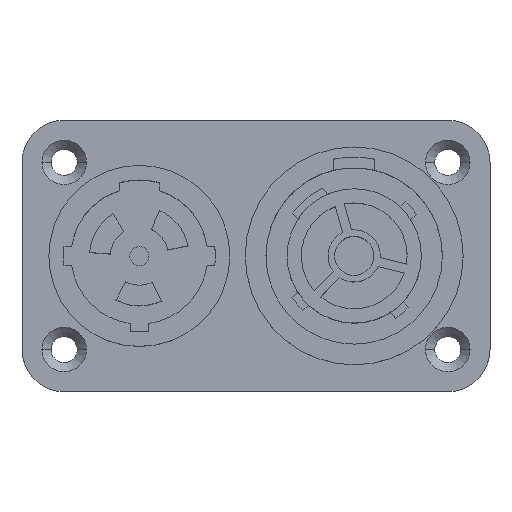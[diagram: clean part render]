
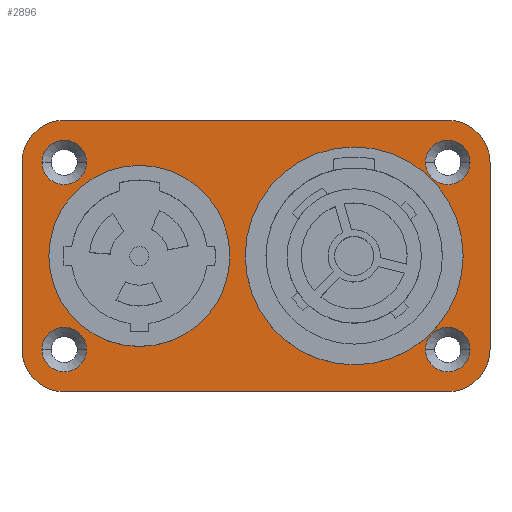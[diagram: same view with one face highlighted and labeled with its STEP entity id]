
A CAD part, top view. The second image highlights one B-rep face of the part: STEP entity #2896.
In plain terms, the highlighted planar face has unit normal (0, 0, 1).
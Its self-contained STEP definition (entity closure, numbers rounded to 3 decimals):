
#564=CARTESIAN_POINT('',(0.,0.,4.5));
#565=DIRECTION('',(0.,0.,-1.));
#566=DIRECTION('',(0.,1.,0.));
#567=AXIS2_PLACEMENT_3D('',#564,#565,#566);
#577=CARTESIAN_POINT('',(0.,0.,4.5));
#578=DIRECTION('',(0.,0.,1.));
#579=DIRECTION('',(0.,1.,0.));
#580=AXIS2_PLACEMENT_3D('',#577,#578,#579);
#582=DIRECTION('',(0.,1.,0.));
#583=VECTOR('',#582,24.4);
#584=CARTESIAN_POINT('',(-15.3,-12.2,4.5));
#585=LINE('',#584,#583);
#586=CARTESIAN_POINT('',(-9.8,12.2,4.5));
#587=DIRECTION('',(0.,0.,1.));
#588=DIRECTION('',(0.,1.,0.));
#589=AXIS2_PLACEMENT_3D('',#586,#587,#588);
#591=DIRECTION('',(1.,0.,0.));
#592=VECTOR('',#591,50.);
#593=CARTESIAN_POINT('',(-9.8,17.7,4.5));
#594=LINE('',#593,#592);
#595=CARTESIAN_POINT('',(40.2,12.2,4.5));
#596=DIRECTION('',(0.,0.,1.));
#597=DIRECTION('',(1.,0.,0.));
#598=AXIS2_PLACEMENT_3D('',#595,#596,#597);
#600=DIRECTION('',(0.,-1.,0.));
#601=VECTOR('',#600,24.4);
#602=CARTESIAN_POINT('',(45.7,12.2,4.5));
#603=LINE('',#602,#601);
#604=CARTESIAN_POINT('',(40.2,-12.2,4.5));
#605=DIRECTION('',(0.,0.,1.));
#606=DIRECTION('',(0.,-1.,0.));
#607=AXIS2_PLACEMENT_3D('',#604,#605,#606);
#609=DIRECTION('',(-1.,0.,0.));
#610=VECTOR('',#609,50.);
#611=CARTESIAN_POINT('',(40.2,-17.7,4.5));
#612=LINE('',#611,#610);
#613=CARTESIAN_POINT('',(-9.8,-12.2,4.5));
#614=DIRECTION('',(0.,0.,1.));
#615=DIRECTION('',(-1.,0.,0.));
#616=AXIS2_PLACEMENT_3D('',#613,#614,#615);
#618=CARTESIAN_POINT('',(-9.8,12.2,4.5));
#619=DIRECTION('',(0.,0.,-1.));
#620=DIRECTION('',(1.,0.,0.));
#621=AXIS2_PLACEMENT_3D('',#618,#619,#620);
#623=CARTESIAN_POINT('',(-9.8,12.2,4.5));
#624=DIRECTION('',(0.,0.,-1.));
#625=DIRECTION('',(-1.,0.,0.));
#626=AXIS2_PLACEMENT_3D('',#623,#624,#625);
#628=CARTESIAN_POINT('',(40.2,-12.2,4.5));
#629=DIRECTION('',(0.,0.,-1.));
#630=DIRECTION('',(1.,0.,0.));
#631=AXIS2_PLACEMENT_3D('',#628,#629,#630);
#633=CARTESIAN_POINT('',(40.2,-12.2,4.5));
#634=DIRECTION('',(0.,0.,-1.));
#635=DIRECTION('',(-1.,0.,0.));
#636=AXIS2_PLACEMENT_3D('',#633,#634,#635);
#638=CARTESIAN_POINT('',(40.2,12.2,4.5));
#639=DIRECTION('',(0.,0.,-1.));
#640=DIRECTION('',(-1.,0.,0.));
#641=AXIS2_PLACEMENT_3D('',#638,#639,#640);
#643=CARTESIAN_POINT('',(40.2,12.2,4.5));
#644=DIRECTION('',(0.,0.,-1.));
#645=DIRECTION('',(1.,0.,0.));
#646=AXIS2_PLACEMENT_3D('',#643,#644,#645);
#648=CARTESIAN_POINT('',(-9.8,-12.2,4.5));
#649=DIRECTION('',(0.,0.,-1.));
#650=DIRECTION('',(-1.,0.,0.));
#651=AXIS2_PLACEMENT_3D('',#648,#649,#650);
#653=CARTESIAN_POINT('',(-9.8,-12.2,4.5));
#654=DIRECTION('',(0.,0.,-1.));
#655=DIRECTION('',(1.,0.,0.));
#656=AXIS2_PLACEMENT_3D('',#653,#654,#655);
#658=CARTESIAN_POINT('',(28.,0.,4.5));
#659=DIRECTION('',(0.,0.,-1.));
#660=DIRECTION('',(-1.,0.,0.));
#661=AXIS2_PLACEMENT_3D('',#658,#659,#660);
#663=CARTESIAN_POINT('',(28.,0.,4.5));
#664=DIRECTION('',(0.,0.,-1.));
#665=DIRECTION('',(1.,0.,0.));
#666=AXIS2_PLACEMENT_3D('',#663,#664,#665);
#1898=CARTESIAN_POINT('',(0.,11.8,4.5));
#1900=VERTEX_POINT('',#1898);
#1902=CARTESIAN_POINT('',(0.,-11.8,4.5));
#1904=VERTEX_POINT('',#1902);
#1926=CARTESIAN_POINT('',(-15.3,-12.2,4.5));
#1927=CARTESIAN_POINT('',(-15.3,12.2,4.5));
#1928=VERTEX_POINT('',#1926);
#1929=VERTEX_POINT('',#1927);
#1930=CARTESIAN_POINT('',(-9.8,17.7,4.5));
#1931=VERTEX_POINT('',#1930);
#1932=CARTESIAN_POINT('',(40.2,17.7,4.5));
#1933=VERTEX_POINT('',#1932);
#1934=CARTESIAN_POINT('',(45.7,12.2,4.5));
#1935=VERTEX_POINT('',#1934);
#1936=CARTESIAN_POINT('',(45.7,-12.2,4.5));
#1937=VERTEX_POINT('',#1936);
#1938=CARTESIAN_POINT('',(40.2,-17.7,4.5));
#1939=VERTEX_POINT('',#1938);
#1940=CARTESIAN_POINT('',(-9.8,-17.7,4.5));
#1941=VERTEX_POINT('',#1940);
#1978=CARTESIAN_POINT('',(-6.9,12.2,4.5));
#1979=CARTESIAN_POINT('',(-12.7,12.2,4.5));
#1980=VERTEX_POINT('',#1978);
#1981=VERTEX_POINT('',#1979);
#1986=CARTESIAN_POINT('',(43.1,-12.2,4.5));
#1987=CARTESIAN_POINT('',(37.3,-12.2,4.5));
#1988=VERTEX_POINT('',#1986);
#1989=VERTEX_POINT('',#1987);
#2138=CARTESIAN_POINT('',(37.3,12.2,4.5));
#2139=CARTESIAN_POINT('',(43.1,12.2,4.5));
#2140=VERTEX_POINT('',#2138);
#2141=VERTEX_POINT('',#2139);
#2146=CARTESIAN_POINT('',(-12.7,-12.2,4.5));
#2147=CARTESIAN_POINT('',(-6.9,-12.2,4.5));
#2148=VERTEX_POINT('',#2146);
#2149=VERTEX_POINT('',#2147);
#2186=CARTESIAN_POINT('',(13.8,0.,4.5));
#2187=CARTESIAN_POINT('',(42.2,0.,4.5));
#2188=VERTEX_POINT('',#2186);
#2189=VERTEX_POINT('',#2187);
#2839=CARTESIAN_POINT('',(0.,0.,4.5));
#2840=DIRECTION('',(0.,0.,-1.));
#2841=DIRECTION('',(0.,-1.,0.));
#2842=AXIS2_PLACEMENT_3D('',#2839,#2840,#2841);
#2843=PLANE('',#2842);
#2845=ORIENTED_EDGE('',*,*,#2844,.T.);
#2847=ORIENTED_EDGE('',*,*,#2846,.F.);
#2849=ORIENTED_EDGE('',*,*,#2848,.T.);
#2851=ORIENTED_EDGE('',*,*,#2850,.F.);
#2853=ORIENTED_EDGE('',*,*,#2852,.T.);
#2855=ORIENTED_EDGE('',*,*,#2854,.F.);
#2857=ORIENTED_EDGE('',*,*,#2856,.T.);
#2859=ORIENTED_EDGE('',*,*,#2858,.F.);
#2860=EDGE_LOOP('',(#2845,#2847,#2849,#2851,#2853,#2855,#2857,#2859));
#2861=FACE_OUTER_BOUND('',#2860,.F.);
#2862=ORIENTED_EDGE('',*,*,#2834,.T.);
#2863=ORIENTED_EDGE('',*,*,#2818,.F.);
#2864=EDGE_LOOP('',(#2862,#2863));
#2865=FACE_BOUND('',#2864,.F.);
#2867=ORIENTED_EDGE('',*,*,#2866,.F.);
#2869=ORIENTED_EDGE('',*,*,#2868,.F.);
#2870=EDGE_LOOP('',(#2867,#2869));
#2871=FACE_BOUND('',#2870,.F.);
#2873=ORIENTED_EDGE('',*,*,#2872,.F.);
#2875=ORIENTED_EDGE('',*,*,#2874,.F.);
#2876=EDGE_LOOP('',(#2873,#2875));
#2877=FACE_BOUND('',#2876,.F.);
#2879=ORIENTED_EDGE('',*,*,#2878,.F.);
#2881=ORIENTED_EDGE('',*,*,#2880,.F.);
#2882=EDGE_LOOP('',(#2879,#2881));
#2883=FACE_BOUND('',#2882,.F.);
#2885=ORIENTED_EDGE('',*,*,#2884,.F.);
#2887=ORIENTED_EDGE('',*,*,#2886,.F.);
#2888=EDGE_LOOP('',(#2885,#2887));
#2889=FACE_BOUND('',#2888,.F.);
#2891=ORIENTED_EDGE('',*,*,#2890,.F.);
#2893=ORIENTED_EDGE('',*,*,#2892,.F.);
#2894=EDGE_LOOP('',(#2891,#2893));
#2895=FACE_BOUND('',#2894,.F.);
#568=CIRCLE('',#567,11.8);
#581=CIRCLE('',#580,11.8);
#590=CIRCLE('',#589,5.5);
#599=CIRCLE('',#598,5.5);
#608=CIRCLE('',#607,5.5);
#617=CIRCLE('',#616,5.5);
#622=CIRCLE('',#621,2.9);
#627=CIRCLE('',#626,2.9);
#632=CIRCLE('',#631,2.9);
#637=CIRCLE('',#636,2.9);
#642=CIRCLE('',#641,2.9);
#647=CIRCLE('',#646,2.9);
#652=CIRCLE('',#651,2.9);
#657=CIRCLE('',#656,2.9);
#662=CIRCLE('',#661,14.2);
#667=CIRCLE('',#666,14.2);
#2818=EDGE_CURVE('',#1900,#1904,#568,.T.);
#2834=EDGE_CURVE('',#1900,#1904,#581,.T.);
#2844=EDGE_CURVE('',#1928,#1929,#585,.T.);
#2846=EDGE_CURVE('',#1931,#1929,#590,.T.);
#2848=EDGE_CURVE('',#1931,#1933,#594,.T.);
#2850=EDGE_CURVE('',#1935,#1933,#599,.T.);
#2852=EDGE_CURVE('',#1935,#1937,#603,.T.);
#2854=EDGE_CURVE('',#1939,#1937,#608,.T.);
#2856=EDGE_CURVE('',#1939,#1941,#612,.T.);
#2858=EDGE_CURVE('',#1928,#1941,#617,.T.);
#2866=EDGE_CURVE('',#1980,#1981,#622,.T.);
#2868=EDGE_CURVE('',#1981,#1980,#627,.T.);
#2872=EDGE_CURVE('',#1988,#1989,#632,.T.);
#2874=EDGE_CURVE('',#1989,#1988,#637,.T.);
#2878=EDGE_CURVE('',#2140,#2141,#642,.T.);
#2880=EDGE_CURVE('',#2141,#2140,#647,.T.);
#2884=EDGE_CURVE('',#2148,#2149,#652,.T.);
#2886=EDGE_CURVE('',#2149,#2148,#657,.T.);
#2890=EDGE_CURVE('',#2188,#2189,#662,.T.);
#2892=EDGE_CURVE('',#2189,#2188,#667,.T.);
#2896=ADVANCED_FACE('',(#2861,#2865,#2871,#2877,#2883,#2889,#2895),#2843,.F.);
